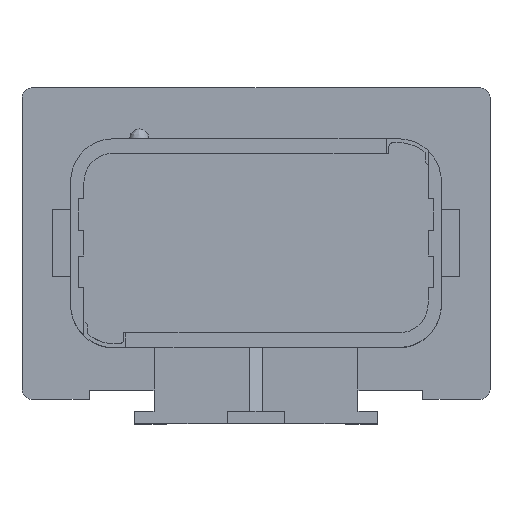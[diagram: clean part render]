
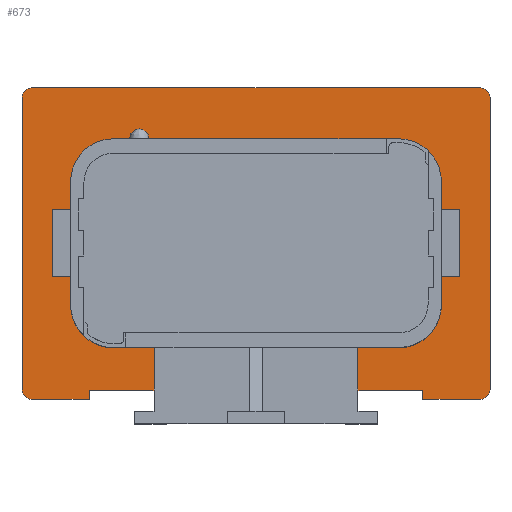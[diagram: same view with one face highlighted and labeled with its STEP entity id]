
A CAD part, top view. The second image highlights one B-rep face of the part: STEP entity #673.
In plain terms, the highlighted planar face has unit normal (0, 0, 1).
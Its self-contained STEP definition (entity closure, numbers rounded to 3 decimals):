
#179=CIRCLE('',#10207,4.5);
#183=CIRCLE('',#10231,4.5);
#185=CIRCLE('',#10237,4.5);
#187=CIRCLE('',#10241,4.5);
#244=CIRCLE('',#10456,1.);
#245=CIRCLE('',#10457,1.);
#246=CIRCLE('',#10458,1.);
#247=CIRCLE('',#10459,1.);
#673=ADVANCED_FACE('',(#1594),#1145,.F.);
#1145=PLANE('',#10460);
#1594=FACE_OUTER_BOUND('',#2122,.T.);
#2122=EDGE_LOOP('',(#4126,#4127,#4128,#4129,#4130,#4131,#4132,#4133,#4134,
#4135,#4136,#4137,#4138,#4139,#4140,#4141,#4142,#4143,#4144,#4145,#4146,
#4147,#4148,#4149));
#4126=ORIENTED_EDGE('',*,*,#7176,.F.);
#4127=ORIENTED_EDGE('',*,*,#7177,.T.);
#4128=ORIENTED_EDGE('',*,*,#7178,.T.);
#4129=ORIENTED_EDGE('',*,*,#7179,.T.);
#4130=ORIENTED_EDGE('',*,*,#7180,.T.);
#4131=ORIENTED_EDGE('',*,*,#7181,.T.);
#4132=ORIENTED_EDGE('',*,*,#7182,.T.);
#4133=ORIENTED_EDGE('',*,*,#7183,.T.);
#4134=ORIENTED_EDGE('',*,*,#7184,.T.);
#4135=ORIENTED_EDGE('',*,*,#7185,.T.);
#4136=ORIENTED_EDGE('',*,*,#7186,.T.);
#4137=ORIENTED_EDGE('',*,*,#7187,.T.);
#4138=ORIENTED_EDGE('',*,*,#7188,.T.);
#4139=ORIENTED_EDGE('',*,*,#7189,.F.);
#4140=ORIENTED_EDGE('',*,*,#7139,.F.);
#4141=ORIENTED_EDGE('',*,*,#6801,.T.);
#4142=ORIENTED_EDGE('',*,*,#6829,.T.);
#4143=ORIENTED_EDGE('',*,*,#6707,.T.);
#4144=ORIENTED_EDGE('',*,*,#6741,.T.);
#4145=ORIENTED_EDGE('',*,*,#6745,.T.);
#4146=ORIENTED_EDGE('',*,*,#6826,.T.);
#4147=ORIENTED_EDGE('',*,*,#6823,.T.);
#4148=ORIENTED_EDGE('',*,*,#6815,.T.);
#4149=ORIENTED_EDGE('',*,*,#6809,.T.);
#5647=VERTEX_POINT('',#14548);
#5650=VERTEX_POINT('',#14553);
#5680=VERTEX_POINT('',#14620);
#5682=VERTEX_POINT('',#14628);
#5718=VERTEX_POINT('',#14736);
#5719=VERTEX_POINT('',#14738);
#5726=VERTEX_POINT('',#14752);
#5727=VERTEX_POINT('',#14754);
#5729=VERTEX_POINT('',#14762);
#5736=VERTEX_POINT('',#14779);
#5901=VERTEX_POINT('',#15404);
#5922=VERTEX_POINT('',#15474);
#5923=VERTEX_POINT('',#15476);
#5924=VERTEX_POINT('',#15478);
#5925=VERTEX_POINT('',#15480);
#5926=VERTEX_POINT('',#15482);
#5927=VERTEX_POINT('',#15484);
#5928=VERTEX_POINT('',#15486);
#5929=VERTEX_POINT('',#15488);
#5930=VERTEX_POINT('',#15490);
#5931=VERTEX_POINT('',#15492);
#5932=VERTEX_POINT('',#15494);
#5933=VERTEX_POINT('',#15496);
#5934=VERTEX_POINT('',#15498);
#6707=EDGE_CURVE('',#5647,#5650,#8105,.T.);
#6741=EDGE_CURVE('',#5650,#5680,#179,.T.);
#6745=EDGE_CURVE('',#5680,#5682,#8133,.T.);
#6801=EDGE_CURVE('',#5719,#5718,#8187,.T.);
#6809=EDGE_CURVE('',#5727,#5726,#8195,.T.);
#6815=EDGE_CURVE('',#5729,#5727,#183,.T.);
#6823=EDGE_CURVE('',#5736,#5729,#8207,.T.);
#6826=EDGE_CURVE('',#5682,#5736,#185,.T.);
#6829=EDGE_CURVE('',#5718,#5647,#187,.T.);
#7139=EDGE_CURVE('',#5719,#5901,#8455,.T.);
#7176=EDGE_CURVE('',#5922,#5726,#8492,.T.);
#7177=EDGE_CURVE('',#5922,#5923,#8493,.T.);
#7178=EDGE_CURVE('',#5923,#5924,#8494,.T.);
#7179=EDGE_CURVE('',#5924,#5925,#8495,.T.);
#7180=EDGE_CURVE('',#5925,#5926,#244,.T.);
#7181=EDGE_CURVE('',#5926,#5927,#8496,.T.);
#7182=EDGE_CURVE('',#5927,#5928,#245,.T.);
#7183=EDGE_CURVE('',#5928,#5929,#8497,.T.);
#7184=EDGE_CURVE('',#5929,#5930,#246,.T.);
#7185=EDGE_CURVE('',#5930,#5931,#8498,.T.);
#7186=EDGE_CURVE('',#5931,#5932,#247,.T.);
#7187=EDGE_CURVE('',#5932,#5933,#8499,.T.);
#7188=EDGE_CURVE('',#5933,#5934,#8500,.T.);
#7189=EDGE_CURVE('',#5901,#5934,#8501,.T.);
#8105=LINE('',#14554,#9345);
#8133=LINE('',#14629,#9373);
#8187=LINE('',#14737,#9427);
#8195=LINE('',#14753,#9435);
#8207=LINE('',#14781,#9447);
#8455=LINE('',#15403,#9695);
#8492=LINE('',#15473,#9732);
#8493=LINE('',#15475,#9733);
#8494=LINE('',#15477,#9734);
#8495=LINE('',#15479,#9735);
#8496=LINE('',#15483,#9736);
#8497=LINE('',#15487,#9737);
#8498=LINE('',#15491,#9738);
#8499=LINE('',#15495,#9739);
#8500=LINE('',#15497,#9740);
#8501=LINE('',#15499,#9741);
#9345=VECTOR('',#11614,1.);
#9373=VECTOR('',#11672,1.);
#9427=VECTOR('',#11762,1.);
#9435=VECTOR('',#11770,1.);
#9447=VECTOR('',#11794,1.);
#9695=VECTOR('',#12462,1.);
#9732=VECTOR('',#12523,1.);
#9733=VECTOR('',#12524,1.);
#9734=VECTOR('',#12525,1.);
#9735=VECTOR('',#12526,1.);
#9736=VECTOR('',#12529,1.);
#9737=VECTOR('',#12532,1.);
#9738=VECTOR('',#12535,1.);
#9739=VECTOR('',#12538,1.);
#9740=VECTOR('',#12539,1.);
#9741=VECTOR('',#12540,1.);
#10207=AXIS2_PLACEMENT_3D('',#14621,#11663,#11664);
#10231=AXIS2_PLACEMENT_3D('',#14765,#11781,#11782);
#10237=AXIS2_PLACEMENT_3D('',#14787,#11802,#11803);
#10241=AXIS2_PLACEMENT_3D('',#14793,#11811,#11812);
#10456=AXIS2_PLACEMENT_3D('',#15481,#12527,#12528);
#10457=AXIS2_PLACEMENT_3D('',#15485,#12530,#12531);
#10458=AXIS2_PLACEMENT_3D('',#15489,#12533,#12534);
#10459=AXIS2_PLACEMENT_3D('',#15493,#12536,#12537);
#10460=AXIS2_PLACEMENT_3D('',#15500,#12541,#12542);
#11614=DIRECTION('',(0.,1.,0.));
#11663=DIRECTION('',(0.,0.,-1.));
#11664=DIRECTION('',(-1.,0.,0.));
#11672=DIRECTION('',(1.,0.,0.));
#11762=DIRECTION('',(-1.,0.,0.));
#11770=DIRECTION('',(-1.,0.,0.));
#11781=DIRECTION('',(0.,0.,-1.));
#11782=DIRECTION('',(-1.,0.,0.));
#11794=DIRECTION('',(0.,-1.,0.));
#11802=DIRECTION('',(0.,0.,-1.));
#11803=DIRECTION('',(-1.,0.,0.));
#11811=DIRECTION('',(0.,0.,-1.));
#11812=DIRECTION('',(-1.,0.,0.));
#12462=DIRECTION('',(0.,-1.,0.));
#12523=DIRECTION('',(0.,1.,0.));
#12524=DIRECTION('',(1.,0.,0.));
#12525=DIRECTION('',(0.,-1.,0.));
#12526=DIRECTION('',(1.,0.,0.));
#12527=DIRECTION('',(0.,0.,1.));
#12528=DIRECTION('',(-1.,0.,0.));
#12529=DIRECTION('',(0.,1.,0.));
#12530=DIRECTION('',(0.,0.,1.));
#12531=DIRECTION('',(-1.,0.,0.));
#12532=DIRECTION('',(-1.,0.,0.));
#12533=DIRECTION('',(0.,0.,1.));
#12534=DIRECTION('',(-1.,0.,0.));
#12535=DIRECTION('',(0.,-1.,0.));
#12536=DIRECTION('',(0.,0.,1.));
#12537=DIRECTION('',(-1.,0.,0.));
#12538=DIRECTION('',(1.,0.,0.));
#12539=DIRECTION('',(0.,1.,0.));
#12540=DIRECTION('',(-1.,0.,0.));
#12541=DIRECTION('',(0.,0.,-1.));
#12542=DIRECTION('',(0.,1.,0.));
#14548=CARTESIAN_POINT('',(-92.876,13.215,5.35));
#14553=CARTESIAN_POINT('',(-92.876,26.115,5.35));
#14554=CARTESIAN_POINT('',(-92.876,13.215,5.35));
#14620=CARTESIAN_POINT('',(-88.376,30.615,5.35));
#14621=CARTESIAN_POINT('',(-88.376,26.115,5.35));
#14628=CARTESIAN_POINT('',(-58.476,30.615,5.35));
#14629=CARTESIAN_POINT('',(-88.376,30.615,5.35));
#14736=CARTESIAN_POINT('',(-88.376,8.715,5.35));
#14737=CARTESIAN_POINT('',(-58.476,8.715,5.35));
#14738=CARTESIAN_POINT('',(-84.126,8.715,5.35));
#14752=CARTESIAN_POINT('',(-62.726,8.715,5.35));
#14753=CARTESIAN_POINT('',(-58.476,8.715,5.35));
#14754=CARTESIAN_POINT('',(-58.476,8.715,5.35));
#14762=CARTESIAN_POINT('',(-53.976,13.215,5.35));
#14765=CARTESIAN_POINT('',(-58.476,13.215,5.35));
#14779=CARTESIAN_POINT('',(-53.976,26.115,5.35));
#14781=CARTESIAN_POINT('',(-53.976,26.115,5.35));
#14787=CARTESIAN_POINT('',(-58.476,26.115,5.35));
#14793=CARTESIAN_POINT('',(-88.376,13.215,5.35));
#15403=CARTESIAN_POINT('',(-84.126,8.715,5.35));
#15404=CARTESIAN_POINT('',(-84.126,4.24,5.35));
#15473=CARTESIAN_POINT('',(-62.726,8.715,5.35));
#15474=CARTESIAN_POINT('',(-62.726,4.24,5.35));
#15475=CARTESIAN_POINT('',(-73.426,4.24,5.35));
#15476=CARTESIAN_POINT('',(-55.926,4.24,5.35));
#15477=CARTESIAN_POINT('',(-55.926,19.665,5.35));
#15478=CARTESIAN_POINT('',(-55.926,3.34,5.35));
#15479=CARTESIAN_POINT('',(-48.876,3.34,5.35));
#15480=CARTESIAN_POINT('',(-49.876,3.34,5.35));
#15481=CARTESIAN_POINT('',(-49.876,4.34,5.35));
#15482=CARTESIAN_POINT('',(-48.876,4.34,5.35));
#15483=CARTESIAN_POINT('',(-48.876,35.99,5.35));
#15484=CARTESIAN_POINT('',(-48.876,34.99,5.35));
#15485=CARTESIAN_POINT('',(-49.876,34.99,5.35));
#15486=CARTESIAN_POINT('',(-49.876,35.99,5.35));
#15487=CARTESIAN_POINT('',(-97.976,35.99,5.35));
#15488=CARTESIAN_POINT('',(-96.976,35.99,5.35));
#15489=CARTESIAN_POINT('',(-96.976,34.99,5.35));
#15490=CARTESIAN_POINT('',(-97.976,34.99,5.35));
#15491=CARTESIAN_POINT('',(-97.976,3.34,5.35));
#15492=CARTESIAN_POINT('',(-97.976,4.34,5.35));
#15493=CARTESIAN_POINT('',(-96.976,4.34,5.35));
#15494=CARTESIAN_POINT('',(-96.976,3.34,5.35));
#15495=CARTESIAN_POINT('',(-48.876,3.34,5.35));
#15496=CARTESIAN_POINT('',(-90.926,3.34,5.35));
#15497=CARTESIAN_POINT('',(-90.926,3.54,5.35));
#15498=CARTESIAN_POINT('',(-90.926,4.24,5.35));
#15499=CARTESIAN_POINT('',(-84.326,4.24,5.35));
#15500=CARTESIAN_POINT('',(-73.426,19.665,5.35));
